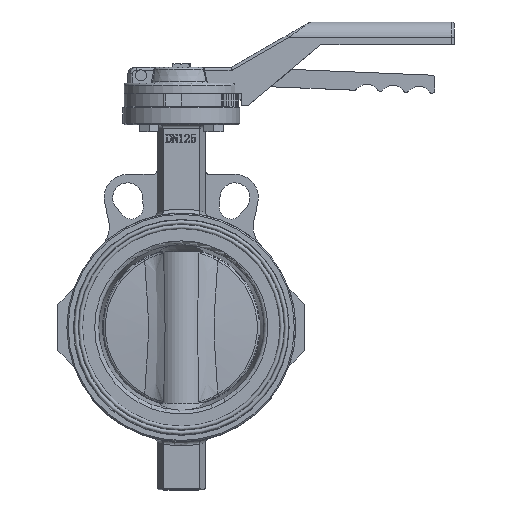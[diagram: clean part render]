
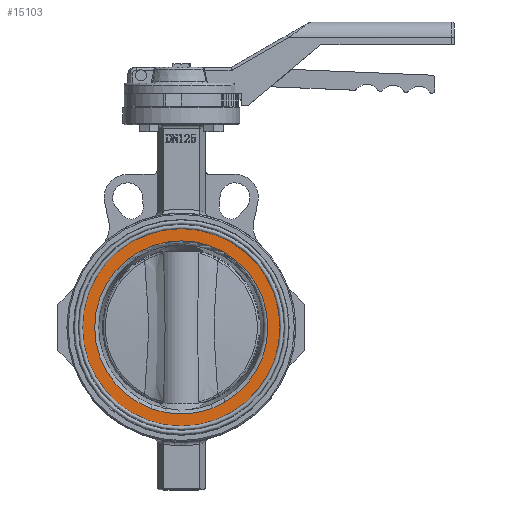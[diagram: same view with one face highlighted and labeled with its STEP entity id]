
A CAD part, top view. The second image highlights one B-rep face of the part: STEP entity #15103.
In plain terms, the highlighted face is planar.
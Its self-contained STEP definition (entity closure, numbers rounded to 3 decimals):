
#5057=ORIENTED_EDGE('',*,*,#7655,.F.);
#5058=ORIENTED_EDGE('',*,*,#7629,.T.);
#7629=EDGE_CURVE('',#9117,#9117,#9940,.T.);
#7655=EDGE_CURVE('',#9135,#9135,#9952,.T.);
#9117=VERTEX_POINT('',#27817);
#9135=VERTEX_POINT('',#27953);
#9940=CIRCLE('',#16133,66.607);
#9952=CIRCLE('',#16155,76.);
#10647=EDGE_LOOP('',(#5057));
#10648=EDGE_LOOP('',(#5058));
#11588=FACE_BOUND('',#10647,.T.);
#11589=FACE_BOUND('',#10648,.T.);
#12200=PLANE('',#16156);
#15103=ADVANCED_FACE('',(#11588,#11589),#12200,.T.);
#16133=AXIS2_PLACEMENT_3D('',#27816,#18526,#18527);
#16155=AXIS2_PLACEMENT_3D('',#27952,#18570,#18571);
#16156=AXIS2_PLACEMENT_3D('',#27954,#18572,#18573);
#18526=DIRECTION('',(0.,1.,0.));
#18527=DIRECTION('',(0.,0.,1.));
#18570=DIRECTION('',(0.,1.,0.));
#18571=DIRECTION('',(0.,0.,1.));
#18572=DIRECTION('',(0.,-1.,0.));
#18573=DIRECTION('',(0.,0.,-1.));
#27816=CARTESIAN_POINT('',(0.,-28.,0.));
#27817=CARTESIAN_POINT('',(0.,-28.,66.607));
#27952=CARTESIAN_POINT('',(0.,-28.,0.));
#27953=CARTESIAN_POINT('',(0.,-28.,76.));
#27954=CARTESIAN_POINT('',(-76.,-28.,0.));
